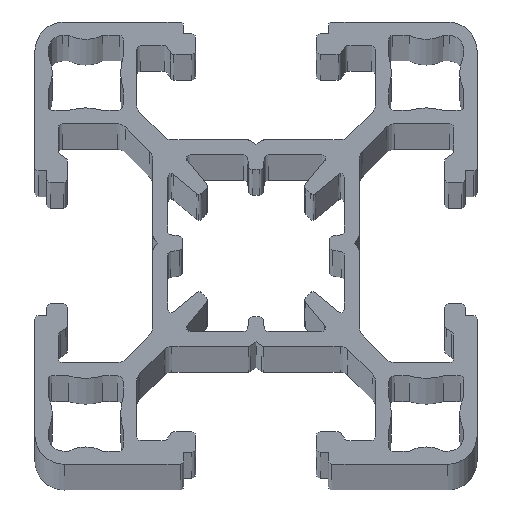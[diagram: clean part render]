
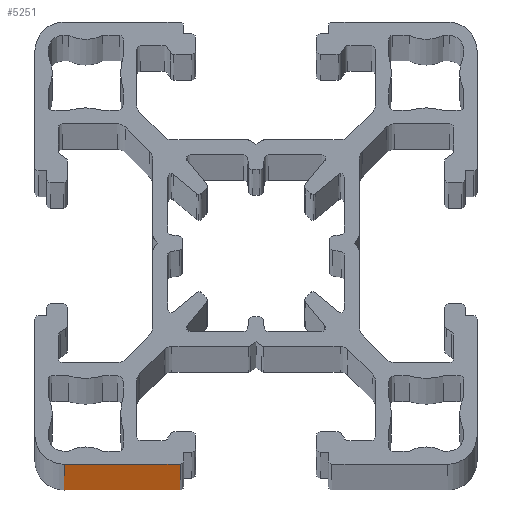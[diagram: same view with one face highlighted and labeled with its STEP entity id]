
A CAD part, top view. The second image highlights one B-rep face of the part: STEP entity #5251.
In plain terms, the highlighted planar face has unit normal (0, -1, 0).
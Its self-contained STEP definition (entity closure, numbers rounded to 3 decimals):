
#21 = LINE ( 'NONE', #4097, #2919 ) ;
#168 = EDGE_CURVE ( 'NONE', #7001, #6152, #7851, .T. ) ;
#211 = CARTESIAN_POINT ( 'NONE',  ( -13., -15., 0. ) ) ;
#358 = CARTESIAN_POINT ( 'NONE',  ( -5.15, -15., 0. ) ) ;
#1007 = LINE ( 'NONE', #5898, #3565 ) ;
#1464 = DIRECTION ( 'NONE',  ( 0., -1., 0. ) ) ;
#1509 = ORIENTED_EDGE ( 'NONE', *, *, #3271, .T. ) ;
#1776 = VECTOR ( 'NONE', #10020, 1000. ) ;
#1794 = ORIENTED_EDGE ( 'NONE', *, *, #3640, .F. ) ;
#2468 = EDGE_CURVE ( 'NONE', #8510, #3714, #1007, .T. ) ;
#2910 = LINE ( 'NONE', #6838, #1776 ) ;
#2919 = VECTOR ( 'NONE', #8245, 1000. ) ;
#3271 = EDGE_CURVE ( 'NONE', #8510, #6152, #21, .T. ) ;
#3565 = VECTOR ( 'NONE', #9998, 1000. ) ;
#3640 = EDGE_CURVE ( 'NONE', #3714, #7001, #2910, .T. ) ;
#3714 = VERTEX_POINT ( 'NONE', #9277 ) ;
#3828 = EDGE_LOOP ( 'NONE', ( #1794, #4376, #1509, #9700 ) ) ;
#4097 = CARTESIAN_POINT ( 'NONE',  ( -15., -15., 0. ) ) ;
#4376 = ORIENTED_EDGE ( 'NONE', *, *, #2468, .F. ) ;
#5174 = VECTOR ( 'NONE', #10199, 1000. ) ;
#5251 = ADVANCED_FACE ( 'NONE', ( #9140 ), #5735, .T. ) ;
#5735 = PLANE ( 'NONE',  #10437 ) ;
#5898 = CARTESIAN_POINT ( 'NONE',  ( -5.15, -15., -1000. ) ) ;
#6152 = VERTEX_POINT ( 'NONE', #211 ) ;
#6838 = CARTESIAN_POINT ( 'NONE',  ( -15., -15., -1000. ) ) ;
#7001 = VERTEX_POINT ( 'NONE', #8012 ) ;
#7851 = LINE ( 'NONE', #8559, #5174 ) ;
#8012 = CARTESIAN_POINT ( 'NONE',  ( -13., -15., -1000. ) ) ;
#8043 = DIRECTION ( 'NONE',  ( -1., 0., 0. ) ) ;
#8148 = CARTESIAN_POINT ( 'NONE',  ( -15., -15., -1000. ) ) ;
#8245 = DIRECTION ( 'NONE',  ( -1., 0., 0. ) ) ;
#8510 = VERTEX_POINT ( 'NONE', #358 ) ;
#8559 = CARTESIAN_POINT ( 'NONE',  ( -13., -15., -1000. ) ) ;
#9140 = FACE_OUTER_BOUND ( 'NONE', #3828, .T. ) ;
#9277 = CARTESIAN_POINT ( 'NONE',  ( -5.15, -15., -1000. ) ) ;
#9700 = ORIENTED_EDGE ( 'NONE', *, *, #168, .F. ) ;
#9998 = DIRECTION ( 'NONE',  ( 0., 0., -1. ) ) ;
#10020 = DIRECTION ( 'NONE',  ( -1., 0., 0. ) ) ;
#10199 = DIRECTION ( 'NONE',  ( 0., 0., 1. ) ) ;
#10437 = AXIS2_PLACEMENT_3D ( 'NONE', #8148, #1464, #8043 ) ;
